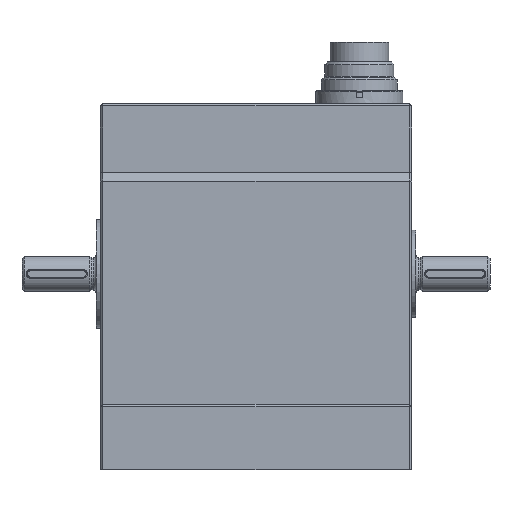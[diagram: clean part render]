
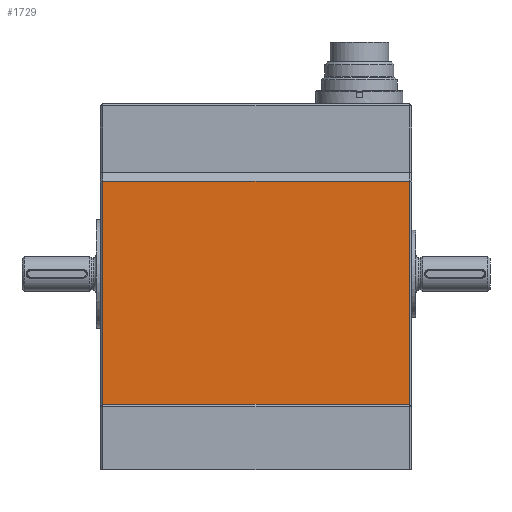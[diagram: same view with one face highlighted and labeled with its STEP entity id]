
A CAD part, front view. The second image highlights one B-rep face of the part: STEP entity #1729.
In plain terms, the highlighted face is planar.
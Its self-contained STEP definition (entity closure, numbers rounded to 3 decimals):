
#1729 = ADVANCED_FACE( '', ( #3455 ), #3456, .T. );
#3455 = FACE_OUTER_BOUND( '', #5242, .T. );
#3456 = PLANE( '', #5243 );
#5242 = EDGE_LOOP( '', ( #8323, #8324, #8325, #8326 ) );
#5243 = AXIS2_PLACEMENT_3D( '', #8327, #8328, #8329 );
#8323 = ORIENTED_EDGE( '', *, *, #9733, .T. );
#8324 = ORIENTED_EDGE( '', *, *, #10432, .T. );
#8325 = ORIENTED_EDGE( '', *, *, #9642, .T. );
#8326 = ORIENTED_EDGE( '', *, *, #10433, .T. );
#8327 = CARTESIAN_POINT( '', ( -22., 71.5, 68.3 ) );
#8328 = DIRECTION( '', ( -1., 0., 0. ) );
#8329 = DIRECTION( '', ( 0., 0., 1. ) );
#9642 = EDGE_CURVE( '', #11187, #11188, #11189, .T. );
#9733 = EDGE_CURVE( '', #11098, #11336, #11338, .T. );
#10432 = EDGE_CURVE( '', #11336, #11187, #12338, .T. );
#10433 = EDGE_CURVE( '', #11188, #11098, #12339, .T. );
#11098 = VERTEX_POINT( '', #13163 );
#11187 = VERTEX_POINT( '', #13309 );
#11188 = VERTEX_POINT( '', #13310 );
#11189 = LINE( '', #13311, #13312 );
#11336 = VERTEX_POINT( '', #13496 );
#11338 = LINE( '', #13499, #13500 );
#12338 = LINE( '', #14735, #14736 );
#12339 = LINE( '', #14737, #14738 );
#13163 = CARTESIAN_POINT( '', ( -22., 71., 15. ) );
#13309 = CARTESIAN_POINT( '', ( -22., 0.5, 66.3 ) );
#13310 = CARTESIAN_POINT( '', ( -22., 71., 66.3 ) );
#13311 = CARTESIAN_POINT( '', ( -22., 71.5, 66.3 ) );
#13312 = VECTOR( '', #15470, 1000. );
#13496 = CARTESIAN_POINT( '', ( -22., 0.5, 15. ) );
#13499 = CARTESIAN_POINT( '', ( -22., 71.5, 15. ) );
#13500 = VECTOR( '', #15596, 1000. );
#14735 = CARTESIAN_POINT( '', ( -22., 0.5, 68.3 ) );
#14736 = VECTOR( '', #16477, 1000. );
#14737 = CARTESIAN_POINT( '', ( -22., 71., 15. ) );
#14738 = VECTOR( '', #16478, 1000. );
#15470 = DIRECTION( '', ( 0., 1., 0. ) );
#15596 = DIRECTION( '', ( 0., -1., 0. ) );
#16477 = DIRECTION( '', ( 0., 0., 1. ) );
#16478 = DIRECTION( '', ( 0., 0., -1. ) );
